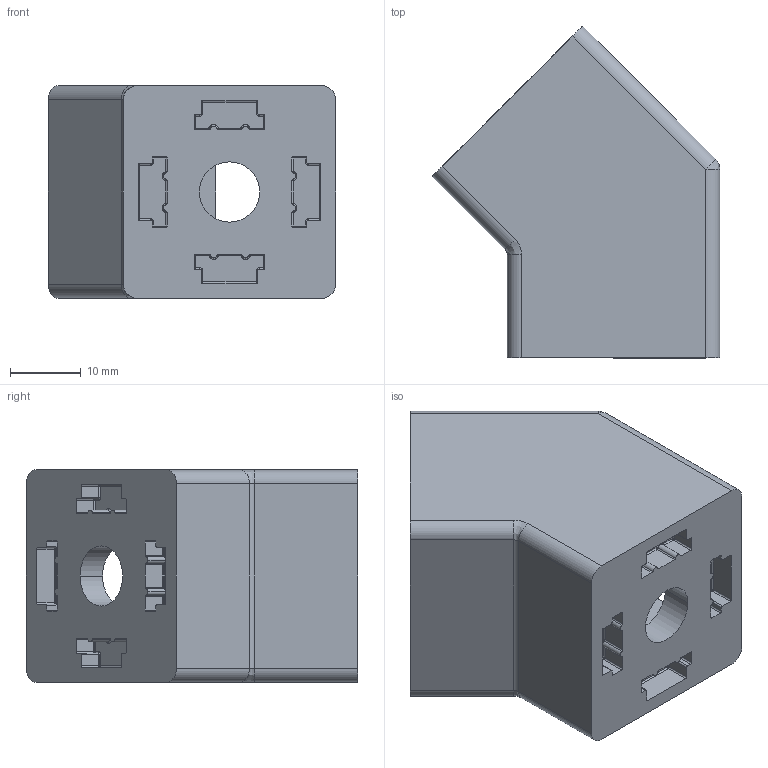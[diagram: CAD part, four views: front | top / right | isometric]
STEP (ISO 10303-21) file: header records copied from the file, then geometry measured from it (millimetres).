
FILE_DESCRIPTION (( 'STEP AP203' ), '1' );
FILE_NAME ('402538700_c_1.STEP', '2023-01-30T04:23:10', ( '' ), ( '' ), 'SwSTEP 2.0', 'SolidWorks 2014', '' );
FILE_SCHEMA (( 'CONFIG_CONTROL_DESIGN' ));
Length unit declared in the file: millimetre
Products named in the file (1): 402538700_c_1
Bounding box: 40.6 x 46.81 x 30 mm (x, y, z)
Volume: 15076 mm3; surface area: 10356.5 mm2
Topology: 1 solids, 1 shells, 525 faces, 1265 edges, 686 vertices
Faces by surface type: cylinder 254, bspline 147, plane 124
Entity records: 16514 total; most frequent: CARTESIAN_POINT 5080, DIRECTION 2438, ORIENTED_EDGE 2394, EDGE_CURVE 1197, AXIS2_PLACEMENT_3D 928, VERTEX_POINT 686, LINE 582, VECTOR 582
